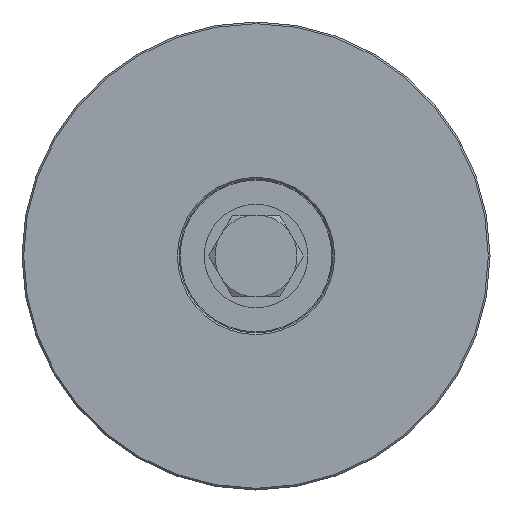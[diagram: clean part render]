
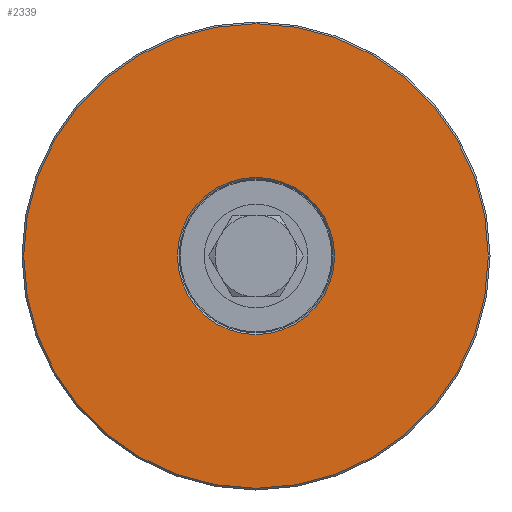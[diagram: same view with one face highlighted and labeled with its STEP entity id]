
A CAD part, left-side view. The second image highlights one B-rep face of the part: STEP entity #2339.
In plain terms, the highlighted planar face has unit normal (-1, 0, 0).
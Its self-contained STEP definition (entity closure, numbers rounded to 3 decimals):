
#131 = CARTESIAN_POINT ( 'NONE',  ( 0., 0., -23. ) ) ;
#257 = AXIS2_PLACEMENT_3D ( 'NONE', #4062, #6271, #1141 ) ;
#264 = ORIENTED_EDGE ( 'NONE', *, *, #3332, .T. ) ;
#272 = VERTEX_POINT ( 'NONE', #3978 ) ;
#295 = CARTESIAN_POINT ( 'NONE',  ( 0., 0., 0. ) ) ;
#400 = VERTEX_POINT ( 'NONE', #4689 ) ;
#1141 = DIRECTION ( 'NONE',  ( 0., 0., -1. ) ) ;
#1164 = EDGE_CURVE ( 'NONE', #5784, #272, #6560, .T. ) ;
#1247 = ORIENTED_EDGE ( 'NONE', *, *, #6173, .T. ) ;
#1671 = FACE_OUTER_BOUND ( 'NONE', #2433, .T. ) ;
#2135 = DIRECTION ( 'NONE',  ( 0., 0., -1. ) ) ;
#2280 = DIRECTION ( 'NONE',  ( 0., 0., -1. ) ) ;
#2339 = ADVANCED_FACE ( 'NONE', ( #3166, #1671 ), #3803, .F. ) ;
#2433 = EDGE_LOOP ( 'NONE', ( #1247, #264 ) ) ;
#2633 = CARTESIAN_POINT ( 'NONE',  ( 0., 22.5, 0. ) ) ;
#2651 = DIRECTION ( 'NONE',  ( 0., 0., -1. ) ) ;
#2724 = CIRCLE ( 'NONE', #5872, 68. ) ;
#3090 = DIRECTION ( 'NONE',  ( -1., 0., 0. ) ) ;
#3166 = FACE_BOUND ( 'NONE', #6886, .T. ) ;
#3332 = EDGE_CURVE ( 'NONE', #400, #4539, #2724, .T. ) ;
#3450 = CARTESIAN_POINT ( 'NONE',  ( 0., 0., 0. ) ) ;
#3803 = PLANE ( 'NONE',  #4744 ) ;
#3978 = CARTESIAN_POINT ( 'NONE',  ( 0., 0., 23. ) ) ;
#4040 = EDGE_CURVE ( 'NONE', #272, #5784, #4653, .T. ) ;
#4062 = CARTESIAN_POINT ( 'NONE',  ( 0., 0., 0. ) ) ;
#4335 = ORIENTED_EDGE ( 'NONE', *, *, #4040, .T. ) ;
#4539 = VERTEX_POINT ( 'NONE', #7121 ) ;
#4587 = AXIS2_PLACEMENT_3D ( 'NONE', #4987, #4923, #2135 ) ;
#4653 = CIRCLE ( 'NONE', #5504, 23. ) ;
#4689 = CARTESIAN_POINT ( 'NONE',  ( 0., 0., 68. ) ) ;
#4744 = AXIS2_PLACEMENT_3D ( 'NONE', #2633, #5407, #2651 ) ;
#4800 = DIRECTION ( 'NONE',  ( 0., 0., -1. ) ) ;
#4827 = ORIENTED_EDGE ( 'NONE', *, *, #1164, .T. ) ;
#4923 = DIRECTION ( 'NONE',  ( 1., 0., 0. ) ) ;
#4987 = CARTESIAN_POINT ( 'NONE',  ( 0., 0., 0. ) ) ;
#5407 = DIRECTION ( 'NONE',  ( 1., 0., 0. ) ) ;
#5504 = AXIS2_PLACEMENT_3D ( 'NONE', #3450, #5626, #2280 ) ;
#5626 = DIRECTION ( 'NONE',  ( 1., 0., 0. ) ) ;
#5784 = VERTEX_POINT ( 'NONE', #131 ) ;
#5872 = AXIS2_PLACEMENT_3D ( 'NONE', #295, #3090, #4800 ) ;
#5896 = CIRCLE ( 'NONE', #257, 68. ) ;
#6173 = EDGE_CURVE ( 'NONE', #4539, #400, #5896, .T. ) ;
#6271 = DIRECTION ( 'NONE',  ( -1., 0., 0. ) ) ;
#6560 = CIRCLE ( 'NONE', #4587, 23. ) ;
#6886 = EDGE_LOOP ( 'NONE', ( #4335, #4827 ) ) ;
#7121 = CARTESIAN_POINT ( 'NONE',  ( 0., 0., -68. ) ) ;
